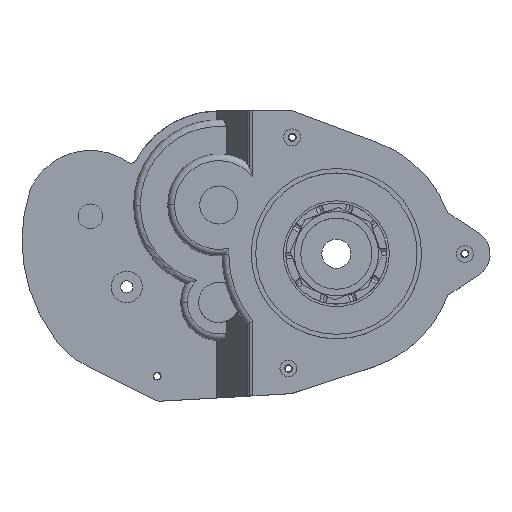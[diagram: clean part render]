
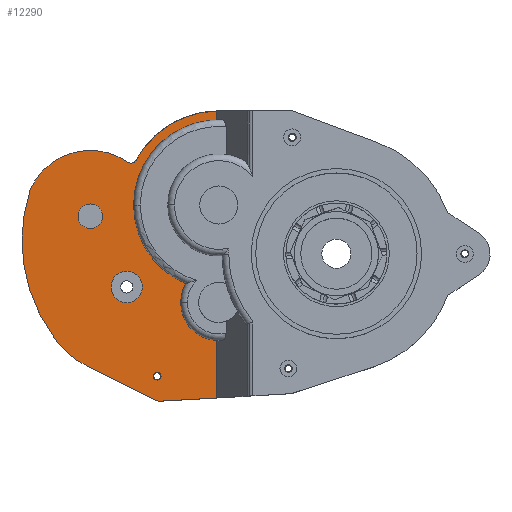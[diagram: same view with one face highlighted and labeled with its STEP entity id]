
A CAD part, top view. The second image highlights one B-rep face of the part: STEP entity #12290.
In plain terms, the highlighted planar face has unit normal (0, 0, 1).
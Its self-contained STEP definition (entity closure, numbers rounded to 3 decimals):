
#7687=CARTESIAN_POINT('',(-71.124,-48.65,14.7));
#7688=VERTEX_POINT('',#7687);
#7697=CARTESIAN_POINT('',(-67.624,-48.65,14.7));
#7698=VERTEX_POINT('',#7697);
#7699=CARTESIAN_POINT('',(-69.374,-48.65,14.7));
#7700=DIRECTION('',(0.0,0.0,1.0));
#7701=DIRECTION('',(-1.0,0.0,0.0));
#7702=AXIS2_PLACEMENT_3D('',#7699,#7700,#7701);
#7703=CIRCLE('',#7702,1.75);
#7704=EDGE_CURVE('',#7698,#7688,#7703,.F.);
#7731=CARTESIAN_POINT('',(-125.882,34.84,14.7));
#7732=VERTEX_POINT('',#7731);
#7748=CARTESIAN_POINT('',(-116.138,-30.25,14.7));
#7749=VERTEX_POINT('',#7748);
#7756=CARTESIAN_POINT('',(-57.405,11.817,14.7));
#7757=DIRECTION('',(0.0,0.0,1.));
#7758=DIRECTION('',(-0.948,0.319,0.0));
#7759=AXIS2_PLACEMENT_3D('',#7756,#7757,#7758);
#7760=CIRCLE('',#7759,72.244);
#7761=EDGE_CURVE('',#7749,#7732,#7760,.F.);
#8993=CARTESIAN_POINT('',(-79.863,27.625,14.7));
#8994=VERTEX_POINT('',#8993);
#9003=CARTESIAN_POINT('',(-56.619,-7.393,14.7));
#9004=VERTEX_POINT('',#9003);
#9005=CARTESIAN_POINT('',(-41.863,27.625,14.7));
#9006=DIRECTION('',(0.0,0.0,1.0));
#9007=DIRECTION('',(-1.0,0.0,0.0));
#9008=AXIS2_PLACEMENT_3D('',#9005,#9006,#9007);
#9009=CIRCLE('',#9008,38.0);
#9010=EDGE_CURVE('',#9004,#8994,#9009,.F.);
#9035=CARTESIAN_POINT('',(-58.863,-15.835,14.7));
#9036=VERTEX_POINT('',#9035);
#9045=CARTESIAN_POINT('',(-43.018,-32.795,14.7));
#9046=VERTEX_POINT('',#9045);
#9047=CARTESIAN_POINT('',(-41.863,-15.835,14.7));
#9048=DIRECTION('',(0.0,0.0,-1.0));
#9049=DIRECTION('',(-1.0,0.0,0.0));
#9050=AXIS2_PLACEMENT_3D('',#9047,#9048,#9049);
#9051=CIRCLE('',#9050,17.0);
#9052=EDGE_CURVE('',#9046,#9036,#9051,.T.);
#9284=CARTESIAN_POINT('',(-89.911,-8.892,14.7));
#9285=VERTEX_POINT('',#9284);
#9294=CARTESIAN_POINT('',(-75.911,-8.892,14.7));
#9295=VERTEX_POINT('',#9294);
#9296=CARTESIAN_POINT('',(-82.911,-8.892,14.7));
#9297=DIRECTION('',(0.0,0.0,-1.0));
#9298=DIRECTION('',(-1.0,0.0,0.0));
#9299=AXIS2_PLACEMENT_3D('',#9296,#9297,#9298);
#9300=CIRCLE('',#9299,7.);
#9301=EDGE_CURVE('',#9295,#9285,#9300,.T.);
#9326=CARTESIAN_POINT('',(-104.651,22.628,14.7));
#9327=VERTEX_POINT('',#9326);
#9336=CARTESIAN_POINT('',(-93.651,22.628,14.7));
#9337=VERTEX_POINT('',#9336);
#9338=CARTESIAN_POINT('',(-99.151,22.628,14.7));
#9339=DIRECTION('',(0.0,0.0,-1.0));
#9340=DIRECTION('',(-1.0,0.0,0.0));
#9341=AXIS2_PLACEMENT_3D('',#9338,#9339,#9340);
#9342=CIRCLE('',#9341,5.5);
#9343=EDGE_CURVE('',#9337,#9327,#9342,.T.);
#9393=CARTESIAN_POINT('',(-99.151,22.628,14.7));
#9394=DIRECTION('',(0.0,0.0,-1.0));
#9395=DIRECTION('',(-1.0,0.0,0.0));
#9396=AXIS2_PLACEMENT_3D('',#9393,#9394,#9395);
#9397=CIRCLE('',#9396,5.5);
#9398=EDGE_CURVE('',#9327,#9337,#9397,.T.);
#9427=CARTESIAN_POINT('',(-82.911,-8.892,14.7));
#9428=DIRECTION('',(0.0,0.0,-1.0));
#9429=DIRECTION('',(-1.0,0.0,0.0));
#9430=AXIS2_PLACEMENT_3D('',#9427,#9428,#9429);
#9431=CIRCLE('',#9430,7.);
#9432=EDGE_CURVE('',#9285,#9295,#9431,.T.);
#9743=CARTESIAN_POINT('',(-41.863,-15.835,14.7));
#9744=DIRECTION('',(0.0,0.0,-1.0));
#9745=DIRECTION('',(-1.0,0.0,0.0));
#9746=AXIS2_PLACEMENT_3D('',#9743,#9744,#9745);
#9747=CIRCLE('',#9746,17.0);
#9748=EDGE_CURVE('',#9036,#9004,#9747,.T.);
#9760=CARTESIAN_POINT('',(-43.018,65.607,14.7));
#9761=VERTEX_POINT('',#9760);
#9769=CARTESIAN_POINT('',(-41.863,27.625,14.7));
#9770=DIRECTION('',(0.0,0.0,1.0));
#9771=DIRECTION('',(-1.0,0.0,0.0));
#9772=AXIS2_PLACEMENT_3D('',#9769,#9770,#9771);
#9773=CIRCLE('',#9772,38.0);
#9774=EDGE_CURVE('',#8994,#9761,#9773,.F.);
#10014=CARTESIAN_POINT('',(-43.018,-58.422,14.7));
#10015=VERTEX_POINT('',#10014);
#10022=CARTESIAN_POINT('',(-67.671,-59.822,14.7));
#10023=VERTEX_POINT('',#10022);
#10024=CARTESIAN_POINT('',(-67.671,-59.822,14.7));
#10025=DIRECTION('',(0.998,0.057,0.0));
#10026=VECTOR('',#10025,24.693);
#10027=LINE('',#10024,#10026);
#10028=EDGE_CURVE('',#10015,#10023,#10027,.F.);
#11845=CARTESIAN_POINT('',(-78.789,47.659,14.7));
#11846=VERTEX_POINT('',#11845);
#11847=CARTESIAN_POINT('',(-43.018,69.62,14.7));
#11848=VERTEX_POINT('',#11847);
#11849=CARTESIAN_POINT('',(-41.863,27.625,14.7));
#11850=DIRECTION('',(0.0,0.0,1.0));
#11851=DIRECTION('',(0.0,1.0,0.0));
#11852=AXIS2_PLACEMENT_3D('',#11849,#11850,#11851);
#11853=CIRCLE('',#11852,42.011);
#11854=EDGE_CURVE('',#11846,#11848,#11853,.F.);
#11879=CARTESIAN_POINT('',(-82.41,46.796,14.7));
#11880=VERTEX_POINT('',#11879);
#11881=CARTESIAN_POINT('',(-80.987,48.852,14.7));
#11882=DIRECTION('',(0.0,0.0,-1.0));
#11883=DIRECTION('',(0.569,0.822,0.0));
#11884=AXIS2_PLACEMENT_3D('',#11881,#11882,#11883);
#11885=CIRCLE('',#11884,2.5);
#11886=EDGE_CURVE('',#11880,#11846,#11885,.F.);
#11904=CARTESIAN_POINT('',(-125.847,34.945,14.7));
#11905=VERTEX_POINT('',#11904);
#11906=CARTESIAN_POINT('',(-99.151,22.628,14.7));
#11907=DIRECTION('',(0.0,0.0,1.0));
#11908=DIRECTION('',(0.569,0.822,0.0));
#11909=AXIS2_PLACEMENT_3D('',#11906,#11907,#11908);
#11910=CIRCLE('',#11909,29.4);
#11911=EDGE_CURVE('',#11905,#11880,#11910,.F.);
#11930=CARTESIAN_POINT('',(-57.405,11.817,14.7));
#11931=DIRECTION('',(0.0,0.0,1.));
#11932=DIRECTION('',(-0.948,0.319,0.0));
#11933=AXIS2_PLACEMENT_3D('',#11930,#11931,#11932);
#11934=CIRCLE('',#11933,72.244);
#11935=EDGE_CURVE('',#7732,#11905,#11934,.F.);
#11947=CARTESIAN_POINT('',(-100.609,-44.204,14.7));
#11948=VERTEX_POINT('',#11947);
#11949=CARTESIAN_POINT('',(-82.911,-8.892,14.7));
#11950=DIRECTION('',(0.0,0.0,1.0));
#11951=DIRECTION('',(-0.842,-0.54,0.0));
#11952=AXIS2_PLACEMENT_3D('',#11949,#11950,#11951);
#11953=CIRCLE('',#11952,39.499);
#11954=EDGE_CURVE('',#11948,#7749,#11953,.F.);
#11972=CARTESIAN_POINT('',(-70.7,-59.195,14.7));
#11973=VERTEX_POINT('',#11972);
#11974=CARTESIAN_POINT('',(-100.609,-44.204,14.7));
#11975=DIRECTION('',(0.894,-0.448,0.0));
#11976=VECTOR('',#11975,33.456);
#11977=LINE('',#11974,#11976);
#11978=EDGE_CURVE('',#11973,#11948,#11977,.F.);
#11996=CARTESIAN_POINT('',(-68.011,-53.831,14.7));
#11997=DIRECTION('',(0.0,0.0,1.));
#11998=DIRECTION('',(-0.448,-0.894,0.0));
#11999=AXIS2_PLACEMENT_3D('',#11996,#11997,#11998);
#12000=CIRCLE('',#11999,6.);
#12001=EDGE_CURVE('',#10023,#11973,#12000,.F.);
#12017=CARTESIAN_POINT('',(-69.374,-48.65,14.7));
#12018=DIRECTION('',(0.0,0.0,1.0));
#12019=DIRECTION('',(-1.0,0.0,0.0));
#12020=AXIS2_PLACEMENT_3D('',#12017,#12018,#12019);
#12021=CIRCLE('',#12020,1.75);
#12022=EDGE_CURVE('',#7688,#7698,#12021,.F.);
#12156=CARTESIAN_POINT('',(-43.018,69.62,14.7));
#12157=DIRECTION('',(0.0,-1.0,0.0));
#12158=VECTOR('',#12157,4.013);
#12159=LINE('',#12156,#12158);
#12160=EDGE_CURVE('',#11848,#9761,#12159,.T.);
#12218=CARTESIAN_POINT('',(-43.018,-32.795,14.7));
#12219=DIRECTION('',(0.0,-1.0,0.0));
#12220=VECTOR('',#12219,25.626);
#12221=LINE('',#12218,#12220);
#12222=EDGE_CURVE('',#9046,#10015,#12221,.T.);
#12256=CARTESIAN_POINT('',(-76.27,5.124,14.7));
#12257=DIRECTION('',(0.0,0.0,1.0));
#12258=DIRECTION('',(1.0,0.0,0.0));
#12259=AXIS2_PLACEMENT_3D('',#12256,#12257,#12258);
#12260=PLANE('',#12259);
#12261=ORIENTED_EDGE('',*,*,#9052,.T.);
#12262=ORIENTED_EDGE('',*,*,#9748,.T.);
#12263=ORIENTED_EDGE('',*,*,#9010,.T.);
#12264=ORIENTED_EDGE('',*,*,#9774,.T.);
#12265=ORIENTED_EDGE('',*,*,#12160,.F.);
#12266=ORIENTED_EDGE('',*,*,#11854,.F.);
#12267=ORIENTED_EDGE('',*,*,#11886,.F.);
#12268=ORIENTED_EDGE('',*,*,#11911,.F.);
#12269=ORIENTED_EDGE('',*,*,#11935,.F.);
#12270=ORIENTED_EDGE('',*,*,#7761,.F.);
#12271=ORIENTED_EDGE('',*,*,#11954,.F.);
#12272=ORIENTED_EDGE('',*,*,#11978,.F.);
#12273=ORIENTED_EDGE('',*,*,#12001,.F.);
#12274=ORIENTED_EDGE('',*,*,#10028,.F.);
#12275=ORIENTED_EDGE('',*,*,#12222,.F.);
#12276=EDGE_LOOP('',(#12261,#12262,#12263,#12264,#12265,#12266,#12267,#12268,#12269,#12270,#12271,#12272,#12273,#12274,#12275));
#12277=FACE_OUTER_BOUND('',#12276,.T.);
#12278=ORIENTED_EDGE('',*,*,#9343,.T.);
#12279=ORIENTED_EDGE('',*,*,#9398,.T.);
#12280=EDGE_LOOP('',(#12278,#12279));
#12281=FACE_BOUND('',#12280,.T.);
#12282=ORIENTED_EDGE('',*,*,#9301,.T.);
#12283=ORIENTED_EDGE('',*,*,#9432,.T.);
#12284=EDGE_LOOP('',(#12282,#12283));
#12285=FACE_BOUND('',#12284,.T.);
#12286=ORIENTED_EDGE('',*,*,#7704,.T.);
#12287=ORIENTED_EDGE('',*,*,#12022,.T.);
#12288=EDGE_LOOP('',(#12286,#12287));
#12289=FACE_BOUND('',#12288,.T.);
#12290=ADVANCED_FACE('',(#12277,#12281,#12285,#12289),#12260,.T.);
